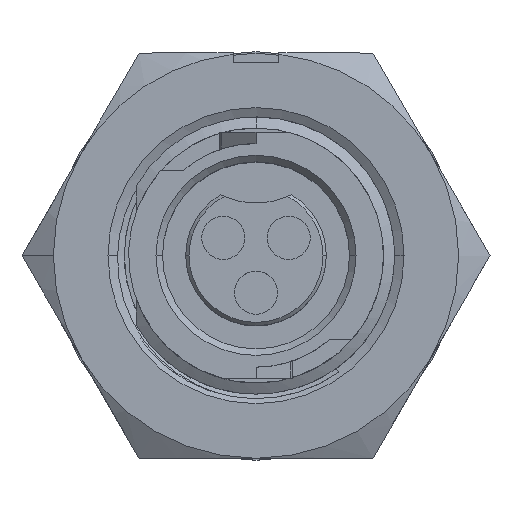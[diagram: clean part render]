
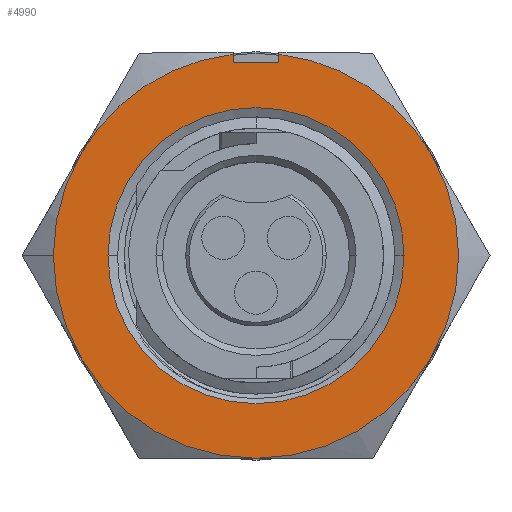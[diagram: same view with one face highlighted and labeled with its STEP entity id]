
A CAD part, top view. The second image highlights one B-rep face of the part: STEP entity #4990.
In plain terms, the highlighted planar face has unit normal (0, 0, 1).
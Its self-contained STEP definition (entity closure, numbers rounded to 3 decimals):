
#168 = VERTEX_POINT ( 'NONE', #6592 ) ;
#175 = VERTEX_POINT ( 'NONE', #3737 ) ;
#232 = AXIS2_PLACEMENT_3D ( 'NONE', #7838, #11892, #7024 ) ;
#417 = EDGE_CURVE ( 'NONE', #2716, #5795, #13056, .T. ) ;
#440 = FACE_BOUND ( 'NONE', #12807, .T. ) ;
#500 = CARTESIAN_POINT ( 'NONE',  ( -0.889, 8.938, 9.186 ) ) ;
#565 = DIRECTION ( 'NONE',  ( 0., -1., 0. ) ) ;
#815 = CARTESIAN_POINT ( 'NONE',  ( 0.889, 8.938, 9.186 ) ) ;
#1080 = EDGE_CURVE ( 'NONE', #175, #168, #10002, .T. ) ;
#1125 = VERTEX_POINT ( 'NONE', #4377 ) ;
#1148 = DIRECTION ( 'NONE',  ( 0., 0., -1. ) ) ;
#1249 = VERTEX_POINT ( 'NONE', #12372 ) ;
#1381 = PLANE ( 'NONE',  #8533 ) ;
#1511 = ORIENTED_EDGE ( 'NONE', *, *, #11311, .F. ) ;
#1563 = ORIENTED_EDGE ( 'NONE', *, *, #2451, .T. ) ;
#1584 = CARTESIAN_POINT ( 'NONE',  ( 0., -15.748, 9.186 ) ) ;
#1744 = CIRCLE ( 'NONE', #4715, 7.874 ) ;
#1965 = VECTOR ( 'NONE', #565, 1000. ) ;
#2313 = DIRECTION ( 'NONE',  ( -1., 0., 0. ) ) ;
#2369 = CARTESIAN_POINT ( 'NONE',  ( 0., 0., 9.186 ) ) ;
#2387 = DIRECTION ( 'NONE',  ( -1., 0., 0. ) ) ;
#2451 = EDGE_CURVE ( 'NONE', #3404, #12719, #2552, .T. ) ;
#2552 = CIRCLE ( 'NONE', #7642, 5.753 ) ;
#2559 = DIRECTION ( 'NONE',  ( 0., 0., -1. ) ) ;
#2716 = VERTEX_POINT ( 'NONE', #10779 ) ;
#2957 = CIRCLE ( 'NONE', #4014, 7.874 ) ;
#3021 = CIRCLE ( 'NONE', #3223, 7.874 ) ;
#3157 = CIRCLE ( 'NONE', #12073, 7.874 ) ;
#3223 = AXIS2_PLACEMENT_3D ( 'NONE', #4958, #3954, #8023 ) ;
#3404 = VERTEX_POINT ( 'NONE', #7206 ) ;
#3420 = DIRECTION ( 'NONE',  ( -1., 0., 0. ) ) ;
#3467 = VERTEX_POINT ( 'NONE', #12407 ) ;
#3737 = CARTESIAN_POINT ( 'NONE',  ( -6.819, 3.937, 9.186 ) ) ;
#3897 = EDGE_LOOP ( 'NONE', ( #10813, #8262, #5750, #6600, #4204, #6501, #8221, #1511, #9888, #9818 ) ) ;
#3954 = DIRECTION ( 'NONE',  ( 0., 0., -1. ) ) ;
#4014 = AXIS2_PLACEMENT_3D ( 'NONE', #10467, #2559, #9677 ) ;
#4204 = ORIENTED_EDGE ( 'NONE', *, *, #1080, .F. ) ;
#4291 = EDGE_CURVE ( 'NONE', #1125, #3467, #3021, .T. ) ;
#4377 = CARTESIAN_POINT ( 'NONE',  ( 0.889, 7.824, 9.186 ) ) ;
#4490 = CARTESIAN_POINT ( 'NONE',  ( 0., 0., 9.186 ) ) ;
#4580 = AXIS2_PLACEMENT_3D ( 'NONE', #7998, #12045, #4996 ) ;
#4715 = AXIS2_PLACEMENT_3D ( 'NONE', #8861, #12901, #9991 ) ;
#4958 = CARTESIAN_POINT ( 'NONE',  ( 0., 0., 9.186 ) ) ;
#4990 = ADVANCED_FACE ( 'NONE', ( #440, #6624 ), #1381, .F. ) ;
#4996 = DIRECTION ( 'NONE',  ( -1., 0., 0. ) ) ;
#5104 = EDGE_CURVE ( 'NONE', #12719, #3404, #11711, .T. ) ;
#5188 = CARTESIAN_POINT ( 'NONE',  ( -7.874, 0., 9.186 ) ) ;
#5485 = DIRECTION ( 'NONE',  ( 0., 0., -1. ) ) ;
#5618 = VERTEX_POINT ( 'NONE', #5188 ) ;
#5696 = VECTOR ( 'NONE', #8075, 1000. ) ;
#5750 = ORIENTED_EDGE ( 'NONE', *, *, #417, .F. ) ;
#5795 = VERTEX_POINT ( 'NONE', #6747 ) ;
#6253 = DIRECTION ( 'NONE',  ( -1., 0., 0. ) ) ;
#6340 = EDGE_CURVE ( 'NONE', #5618, #175, #2957, .T. ) ;
#6501 = ORIENTED_EDGE ( 'NONE', *, *, #6340, .F. ) ;
#6592 = CARTESIAN_POINT ( 'NONE',  ( -0.889, 7.824, 9.186 ) ) ;
#6600 = ORIENTED_EDGE ( 'NONE', *, *, #11224, .F. ) ;
#6624 = FACE_OUTER_BOUND ( 'NONE', #3897, .T. ) ;
#6657 = VERTEX_POINT ( 'NONE', #9277 ) ;
#6747 = CARTESIAN_POINT ( 'NONE',  ( 0.889, 7.493, 9.186 ) ) ;
#6919 = DIRECTION ( 'NONE',  ( 0., 1., 0. ) ) ;
#7024 = DIRECTION ( 'NONE',  ( -1., 0., 0. ) ) ;
#7160 = EDGE_CURVE ( 'NONE', #12174, #5618, #3157, .T. ) ;
#7206 = CARTESIAN_POINT ( 'NONE',  ( -5.753, 0., 9.186 ) ) ;
#7216 = DIRECTION ( 'NONE',  ( 0., 0., -1. ) ) ;
#7240 = CIRCLE ( 'NONE', #8977, 7.874 ) ;
#7642 = AXIS2_PLACEMENT_3D ( 'NONE', #11129, #1148, #6253 ) ;
#7838 = CARTESIAN_POINT ( 'NONE',  ( 0., 0., 9.186 ) ) ;
#7998 = CARTESIAN_POINT ( 'NONE',  ( 0., 0., 9.186 ) ) ;
#8023 = DIRECTION ( 'NONE',  ( -1., 0., 0. ) ) ;
#8075 = DIRECTION ( 'NONE',  ( 1., 0., 0. ) ) ;
#8221 = ORIENTED_EDGE ( 'NONE', *, *, #7160, .F. ) ;
#8260 = EDGE_CURVE ( 'NONE', #5795, #1125, #9939, .T. ) ;
#8262 = ORIENTED_EDGE ( 'NONE', *, *, #8260, .F. ) ;
#8533 = AXIS2_PLACEMENT_3D ( 'NONE', #1584, #12487, #2387 ) ;
#8861 = CARTESIAN_POINT ( 'NONE',  ( 0., 0., 9.186 ) ) ;
#8977 = AXIS2_PLACEMENT_3D ( 'NONE', #9240, #7216, #2313 ) ;
#9038 = CARTESIAN_POINT ( 'NONE',  ( -6.819, -3.937, 9.186 ) ) ;
#9195 = AXIS2_PLACEMENT_3D ( 'NONE', #4490, #5485, #9558 ) ;
#9240 = CARTESIAN_POINT ( 'NONE',  ( 0., 0., 9.186 ) ) ;
#9277 = CARTESIAN_POINT ( 'NONE',  ( 6.819, -3.937, 9.186 ) ) ;
#9558 = DIRECTION ( 'NONE',  ( -1., 0., 0. ) ) ;
#9677 = DIRECTION ( 'NONE',  ( -1., 0., 0. ) ) ;
#9818 = ORIENTED_EDGE ( 'NONE', *, *, #11085, .F. ) ;
#9888 = ORIENTED_EDGE ( 'NONE', *, *, #10185, .F. ) ;
#9939 = LINE ( 'NONE', #815, #12166 ) ;
#9991 = DIRECTION ( 'NONE',  ( -1., 0., 0. ) ) ;
#10002 = CIRCLE ( 'NONE', #4580, 7.874 ) ;
#10145 = CARTESIAN_POINT ( 'NONE',  ( 5.753, 0., 9.186 ) ) ;
#10185 = EDGE_CURVE ( 'NONE', #6657, #1249, #1744, .T. ) ;
#10407 = DIRECTION ( 'NONE',  ( 0., 0., -1. ) ) ;
#10467 = CARTESIAN_POINT ( 'NONE',  ( 0., 0., 9.186 ) ) ;
#10779 = CARTESIAN_POINT ( 'NONE',  ( -0.889, 7.493, 9.186 ) ) ;
#10813 = ORIENTED_EDGE ( 'NONE', *, *, #4291, .F. ) ;
#10885 = CIRCLE ( 'NONE', #9195, 7.874 ) ;
#11085 = EDGE_CURVE ( 'NONE', #3467, #6657, #7240, .T. ) ;
#11129 = CARTESIAN_POINT ( 'NONE',  ( 0., 0., 9.186 ) ) ;
#11224 = EDGE_CURVE ( 'NONE', #168, #2716, #11544, .T. ) ;
#11311 = EDGE_CURVE ( 'NONE', #1249, #12174, #10885, .T. ) ;
#11362 = ORIENTED_EDGE ( 'NONE', *, *, #5104, .T. ) ;
#11544 = LINE ( 'NONE', #500, #1965 ) ;
#11711 = CIRCLE ( 'NONE', #232, 5.753 ) ;
#11892 = DIRECTION ( 'NONE',  ( 0., 0., -1. ) ) ;
#11996 = CARTESIAN_POINT ( 'NONE',  ( -0.889, 7.493, 9.186 ) ) ;
#12045 = DIRECTION ( 'NONE',  ( 0., 0., -1. ) ) ;
#12073 = AXIS2_PLACEMENT_3D ( 'NONE', #2369, #10407, #3420 ) ;
#12166 = VECTOR ( 'NONE', #6919, 1000. ) ;
#12174 = VERTEX_POINT ( 'NONE', #9038 ) ;
#12372 = CARTESIAN_POINT ( 'NONE',  ( 0., -7.874, 9.186 ) ) ;
#12407 = CARTESIAN_POINT ( 'NONE',  ( 6.819, 3.937, 9.186 ) ) ;
#12487 = DIRECTION ( 'NONE',  ( 0., 0., -1. ) ) ;
#12719 = VERTEX_POINT ( 'NONE', #10145 ) ;
#12807 = EDGE_LOOP ( 'NONE', ( #11362, #1563 ) ) ;
#12901 = DIRECTION ( 'NONE',  ( 0., 0., -1. ) ) ;
#13056 = LINE ( 'NONE', #11996, #5696 ) ;
